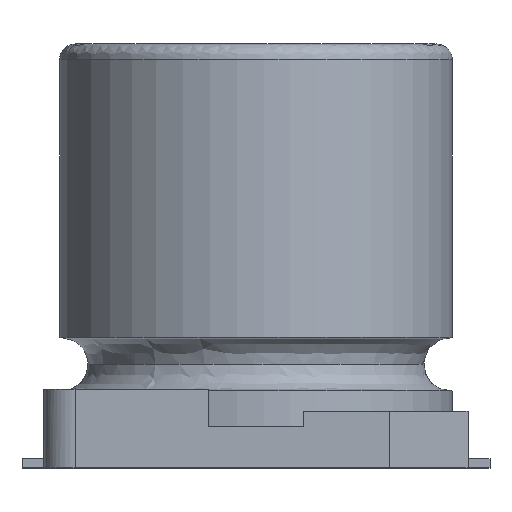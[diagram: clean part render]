
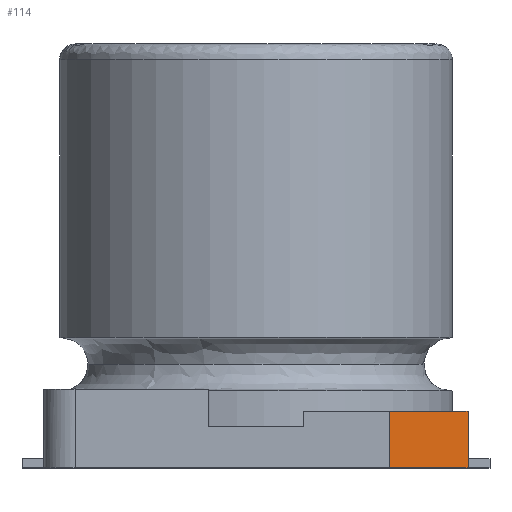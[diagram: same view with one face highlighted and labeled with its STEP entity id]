
A CAD part, top view. The second image highlights one B-rep face of the part: STEP entity #114.
In plain terms, the highlighted free-form (B-spline) face has degree [1, 1] with [2, 2] control points.
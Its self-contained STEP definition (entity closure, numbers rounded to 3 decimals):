
#114=ADVANCED_FACE('',(#185),#2412,.T.);
#185=FACE_OUTER_BOUND('',#260,.T.);
#260=EDGE_LOOP('',(#561,#562,#563,#564));
#561=ORIENTED_EDGE('',*,*,#2119,.F.);
#562=ORIENTED_EDGE('',*,*,#2049,.F.);
#563=ORIENTED_EDGE('',*,*,#2036,.F.);
#564=ORIENTED_EDGE('',*,*,#2075,.F.);
#731=PCURVE('',#2387,#1091);
#746=PCURVE('',#2388,#1106);
#781=PCURVE('',#2390,#1141);
#859=PCURVE('',#2400,#1219);
#921=PCURVE('',#2412,#1281);
#922=PCURVE('',#2412,#1282);
#923=PCURVE('',#2412,#1283);
#924=PCURVE('',#2412,#1284);
#1091=DEFINITIONAL_REPRESENTATION('',(#1473),#5100);
#1106=DEFINITIONAL_REPRESENTATION('',(#1497),#5100);
#1141=DEFINITIONAL_REPRESENTATION('',(#1538),#5100);
#1219=DEFINITIONAL_REPRESENTATION('',(#1648),#5100);
#1281=DEFINITIONAL_REPRESENTATION('',(#1712),#5100);
#1282=DEFINITIONAL_REPRESENTATION('',(#1713),#5100);
#1283=DEFINITIONAL_REPRESENTATION('',(#1714),#5100);
#1284=DEFINITIONAL_REPRESENTATION('',(#1715),#5100);
#1472=B_SPLINE_CURVE_WITH_KNOTS('',1,(#3546,#3547),.UNSPECIFIED.,.F.,.F.,
(2,2),(0.,1.8),.UNSPECIFIED.);
#1473=B_SPLINE_CURVE_WITH_KNOTS('',1,(#3548,#3549),.UNSPECIFIED.,.F.,.F.,
(2,2),(0.,1.8),.UNSPECIFIED.);
#1496=B_SPLINE_CURVE_WITH_KNOTS('',1,(#3610,#3611),.UNSPECIFIED.,.F.,.F.,
(2,2),(-3.536,0.),.UNSPECIFIED.);
#1497=B_SPLINE_CURVE_WITH_KNOTS('',1,(#3612,#3613),.UNSPECIFIED.,.F.,.F.,
(2,2),(-3.536,0.),.UNSPECIFIED.);
#1537=B_SPLINE_CURVE_WITH_KNOTS('',1,(#3772,#3773),.UNSPECIFIED.,.F.,.F.,
(2,2),(-3.536,0.),.UNSPECIFIED.);
#1538=B_SPLINE_CURVE_WITH_KNOTS('',1,(#3774,#3775),.UNSPECIFIED.,.F.,.F.,
(2,2),(-3.536,0.),.UNSPECIFIED.);
#1647=B_SPLINE_CURVE_WITH_KNOTS('',1,(#4028,#4029),.UNSPECIFIED.,.F.,.F.,
(2,2),(0.,1.8),.UNSPECIFIED.);
#1648=B_SPLINE_CURVE_WITH_KNOTS('',1,(#4030,#4031),.UNSPECIFIED.,.F.,.F.,
(2,2),(0.,1.8),.UNSPECIFIED.);
#1712=B_SPLINE_CURVE_WITH_KNOTS('',1,(#4198,#4199),.UNSPECIFIED.,.F.,.F.,
(2,2),(0.,1.8),.UNSPECIFIED.);
#1713=B_SPLINE_CURVE_WITH_KNOTS('',1,(#4200,#4201),.UNSPECIFIED.,.F.,.F.,
(2,2),(-3.536,0.),.UNSPECIFIED.);
#1714=B_SPLINE_CURVE_WITH_KNOTS('',1,(#4202,#4203),.UNSPECIFIED.,.F.,.F.,
(2,2),(0.,1.8),.UNSPECIFIED.);
#1715=B_SPLINE_CURVE_WITH_KNOTS('',1,(#4204,#4205),.UNSPECIFIED.,.F.,.F.,
(2,2),(-3.536,0.),.UNSPECIFIED.);
#1856=SURFACE_CURVE('',#1472,(#731,#923),.PCURVE_S1.);
#1869=SURFACE_CURVE('',#1496,(#746,#922),.PCURVE_S1.);
#1895=SURFACE_CURVE('',#1537,(#781,#924),.PCURVE_S1.);
#1939=SURFACE_CURVE('',#1647,(#859,#921),.PCURVE_S1.);
#2036=EDGE_CURVE('',#2300,#2301,#1856,.T.);
#2049=EDGE_CURVE('',#2301,#2311,#1869,.T.);
#2075=EDGE_CURVE('',#2331,#2300,#1895,.T.);
#2119=EDGE_CURVE('',#2311,#2331,#1939,.T.);
#2300=VERTEX_POINT('',#3421);
#2301=VERTEX_POINT('',#3422);
#2311=VERTEX_POINT('',#3432);
#2331=VERTEX_POINT('',#3452);
#2387=B_SPLINE_SURFACE_WITH_KNOTS('',1,1,((#3122,#3123),(#3124,#3125)),
 .UNSPECIFIED.,.F.,.F.,.F.,(2,2),(2,2),(-1.48,0.68),(-11.85,-1.65),
 .UNSPECIFIED.);
#2388=B_SPLINE_SURFACE_WITH_KNOTS('',1,1,((#3126,#3127),(#3128,#3129)),
 .UNSPECIFIED.,.F.,.F.,.F.,(2,2),(2,2),(-8.1,8.1),(-8.1,8.1),
 .UNSPECIFIED.);
#2390=B_SPLINE_SURFACE_WITH_KNOTS('',1,1,((#3170,#3171),(#3172,#3173)),
 .UNSPECIFIED.,.F.,.F.,.F.,(2,2),(2,2),(0.975,7.275),(-7.275,
-0.975),.UNSPECIFIED.);
#2400=B_SPLINE_SURFACE_WITH_KNOTS('',1,1,((#3282,#3283),(#3284,#3285)),
 .UNSPECIFIED.,.F.,.F.,.F.,(2,2),(2,2),(-1.55,1.45),(-12.,0.),
 .UNSPECIFIED.);
#2412=B_SPLINE_SURFACE_WITH_KNOTS('',1,1,((#3366,#3367),(#3368,#3369)),
 .UNSPECIFIED.,.F.,.F.,.F.,(2,2),(2,2),(-0.354,3.889),
(-0.68,1.48),.UNSPECIFIED.);
#3122=CARTESIAN_POINT('',(6.75,-0.18,-5.1));
#3123=CARTESIAN_POINT('',(6.75,-0.18,5.1));
#3124=CARTESIAN_POINT('',(6.75,1.98,-5.1));
#3125=CARTESIAN_POINT('',(6.75,1.98,5.1));
#3126=CARTESIAN_POINT('',(-8.1,0.,8.1));
#3127=CARTESIAN_POINT('',(8.1,0.,8.1));
#3128=CARTESIAN_POINT('',(-8.1,0.,-8.1));
#3129=CARTESIAN_POINT('',(8.1,0.,-8.1));
#3170=CARTESIAN_POINT('',(0.975,1.8,7.275));
#3171=CARTESIAN_POINT('',(0.975,1.8,0.975));
#3172=CARTESIAN_POINT('',(7.275,1.8,7.275));
#3173=CARTESIAN_POINT('',(7.275,1.8,0.975));
#3282=CARTESIAN_POINT('',(5.25,-0.25,6.75));
#3283=CARTESIAN_POINT('',(-6.75,-0.25,6.75));
#3284=CARTESIAN_POINT('',(5.25,2.75,6.75));
#3285=CARTESIAN_POINT('',(-6.75,2.75,6.75));
#3366=CARTESIAN_POINT('',(7.,1.98,4.));
#3367=CARTESIAN_POINT('',(7.,-0.18,4.));
#3368=CARTESIAN_POINT('',(4.,1.98,7.));
#3369=CARTESIAN_POINT('',(4.,-0.18,7.));
#3421=CARTESIAN_POINT('',(6.75,1.8,4.25));
#3422=CARTESIAN_POINT('',(6.75,0.,4.25));
#3432=CARTESIAN_POINT('',(4.25,0.,6.75));
#3452=CARTESIAN_POINT('',(4.25,1.8,6.75));
#3546=CARTESIAN_POINT('',(6.75,1.8,4.25));
#3547=CARTESIAN_POINT('',(6.75,0.,4.25));
#3548=CARTESIAN_POINT('',(0.5,-2.5));
#3549=CARTESIAN_POINT('',(-1.3,-2.5));
#3610=CARTESIAN_POINT('',(6.75,0.,4.25));
#3611=CARTESIAN_POINT('',(4.25,0.,6.75));
#3612=CARTESIAN_POINT('',(-4.25,6.75));
#3613=CARTESIAN_POINT('',(-6.75,4.25));
#3772=CARTESIAN_POINT('',(4.25,1.8,6.75));
#3773=CARTESIAN_POINT('',(6.75,1.8,4.25));
#3774=CARTESIAN_POINT('',(4.25,-6.75));
#3775=CARTESIAN_POINT('',(6.75,-4.25));
#4028=CARTESIAN_POINT('',(4.25,0.,6.75));
#4029=CARTESIAN_POINT('',(4.25,1.8,6.75));
#4030=CARTESIAN_POINT('',(-1.3,-11.));
#4031=CARTESIAN_POINT('',(0.5,-11.));
#4198=CARTESIAN_POINT('',(3.536,1.3));
#4199=CARTESIAN_POINT('',(3.536,-0.5));
#4200=CARTESIAN_POINT('',(0.,1.3));
#4201=CARTESIAN_POINT('',(3.536,1.3));
#4202=CARTESIAN_POINT('',(0.,-0.5));
#4203=CARTESIAN_POINT('',(0.,1.3));
#4204=CARTESIAN_POINT('',(3.536,-0.5));
#4205=CARTESIAN_POINT('',(0.,-0.5));
#5100=(
GEOMETRIC_REPRESENTATION_CONTEXT(2)
PARAMETRIC_REPRESENTATION_CONTEXT()
REPRESENTATION_CONTEXT('pspace','')
);
